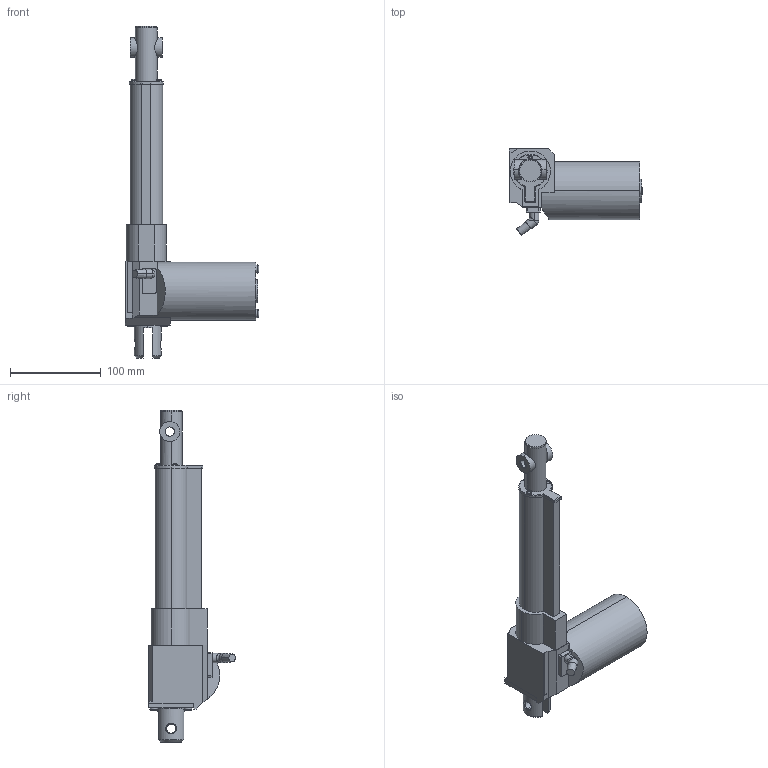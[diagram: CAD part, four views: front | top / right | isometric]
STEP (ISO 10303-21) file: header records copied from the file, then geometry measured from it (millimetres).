
FILE_DESCRIPTION (( 'STEP AP214' ), '1' );
FILE_NAME ('PA-03-6.STEP', '2016-11-18T23:51:00', ( '' ), ( '' ), 'SwSTEP 2.0', 'SolidWorks 2016', '' );
FILE_SCHEMA (( 'AUTOMOTIVE_DESIGN' ));
Length unit declared in the file: inch
Products named in the file (1): PA-03-6
Bounding box: 146.84 x 95.42 x 365.84 mm (x, y, z)
Volume: 828539.3 mm3; surface area: 86405.2 mm2
Topology: 3 solids, 3 shells, 179 faces, 433 edges, 274 vertices
Faces by surface type: cylinder 74, plane 67, torus 27, cone 5, bspline 5, sphere 1
Entity records: 7797 total; most frequent: CARTESIAN_POINT 2407, DIRECTION 922, ORIENTED_EDGE 862, EDGE_CURVE 431, AXIS2_PLACEMENT_3D 363, VERTEX_POINT 274, EDGE_LOOP 205, VECTOR 196
